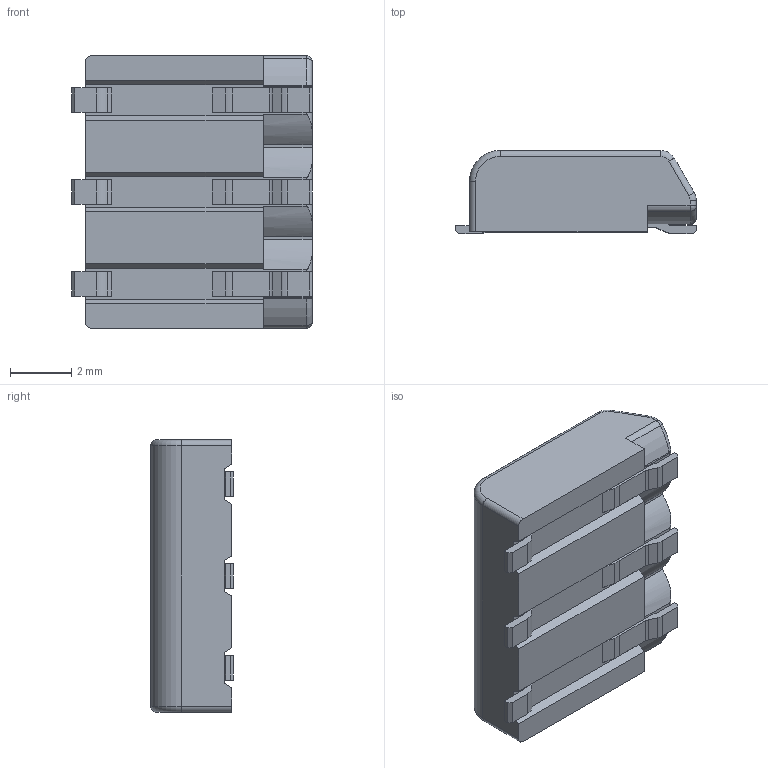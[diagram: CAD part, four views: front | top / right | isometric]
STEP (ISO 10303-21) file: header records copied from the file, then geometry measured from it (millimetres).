
FILE_DESCRIPTION(/* description */ ('STEP AP214'),/* implementation_level */ '2;1');
FILE_NAME(/* name */ '2059-323_998-403_HI',/* time_stamp */ '2025-10-08T16:33:41+02:00',/* author */ ('License CC BY-ND 4.0'),/* organization */ ('CADENAS'),/* preprocessor_version */ 'ST-DEVELOPER v19.3',/* originating_system */ 'PARTsolutions',/* authorisation */ ' ');
FILE_SCHEMA (('AUTOMOTIVE_DESIGN {1 0 10303 214 3 1 1}'));
Length unit declared in the file: millimetre
Products named in the file (1): 2059-323/998-403_HI
Bounding box: 7.85 x 2.7 x 8.9 mm (x, y, z)
Volume: 144 mm3; surface area: 256.8 mm2
Topology: 1 solids, 1 shells, 148 faces, 388 edges, 249 vertices
Faces by surface type: plane 82, cylinder 51, torus 13, sphere 2
Full cylindrical faces by diameter (mm): 1.1 x3, 1.6 x3
Entity records: 5528 total; most frequent: CARTESIAN_POINT 807, DIRECTION 774, ORIENTED_EDGE 748, EDGE_CURVE 374, AXIS2_PLACEMENT_3D 261, LINE 252, VECTOR 252, VERTEX_POINT 246
